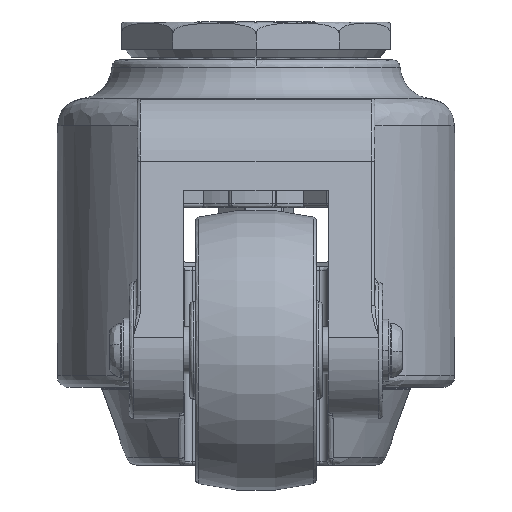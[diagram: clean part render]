
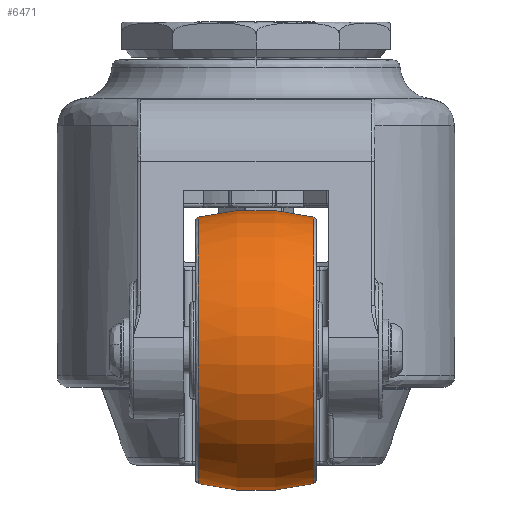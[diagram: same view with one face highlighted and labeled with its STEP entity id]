
A CAD part, left-side view. The second image highlights one B-rep face of the part: STEP entity #6471.
In plain terms, the highlighted toroidal (fillet/blend) face has major radius 24 mm and minor radius 60 mm.
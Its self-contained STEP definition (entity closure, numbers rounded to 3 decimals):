
#197 = AXIS2_PLACEMENT_3D ( 'NONE', #33503, #40583, #606 ) ;
#453 = ORIENTED_EDGE ( 'NONE', *, *, #7884, .T. ) ;
#537 = AXIS2_PLACEMENT_3D ( 'NONE', #26930, #10488, #13899 ) ;
#564 = VERTEX_POINT ( 'NONE', #41608 ) ;
#606 = DIRECTION ( 'NONE',  ( 0., 0., -1. ) ) ;
#930 = VERTEX_POINT ( 'NONE', #41273 ) ;
#3080 = EDGE_CURVE ( 'NONE', #31180, #564, #12878, .T. ) ;
#3348 = CARTESIAN_POINT ( 'NONE',  ( -52., 14.746, 43.66 ) ) ;
#3375 = DIRECTION ( 'NONE',  ( 1., 0., 0. ) ) ;
#3393 = EDGE_CURVE ( 'NONE', #564, #930, #4119, .T. ) ;
#3484 = CARTESIAN_POINT ( 'NONE',  ( -52., -14.746, 9.5 ) ) ;
#3757 = DIRECTION ( 'NONE',  ( -1., 0., 0. ) ) ;
#4119 = CIRCLE ( 'NONE', #537, 34.16 ) ;
#5114 = VERTEX_POINT ( 'NONE', #35662 ) ;
#6471 = ADVANCED_FACE ( 'NONE', ( #20382 ), #29095, .T. ) ;
#7884 = EDGE_CURVE ( 'NONE', #36407, #5114, #19429, .T. ) ;
#8543 = EDGE_LOOP ( 'NONE', ( #32115, #9781, #11334, #24902, #42234, #453 ) ) ;
#9781 = ORIENTED_EDGE ( 'NONE', *, *, #3080, .T. ) ;
#10488 = DIRECTION ( 'NONE',  ( 0., 1., 0. ) ) ;
#11095 = DIRECTION ( 'NONE',  ( 0., 0., 1. ) ) ;
#11334 = ORIENTED_EDGE ( 'NONE', *, *, #3393, .T. ) ;
#11737 = AXIS2_PLACEMENT_3D ( 'NONE', #27563, #40983, #11095 ) ;
#12878 = CIRCLE ( 'NONE', #32306, 34.16 ) ;
#13899 = DIRECTION ( 'NONE',  ( 0., 0., 1. ) ) ;
#14460 = CARTESIAN_POINT ( 'NONE',  ( -52., 14.746, 9.5 ) ) ;
#14585 = EDGE_CURVE ( 'NONE', #32130, #36407, #18322, .T. ) ;
#14887 = CIRCLE ( 'NONE', #39143, 60. ) ;
#16557 = DIRECTION ( 'NONE',  ( 0., -1., 0. ) ) ;
#17774 = DIRECTION ( 'NONE',  ( 0., 0., -1. ) ) ;
#18269 = AXIS2_PLACEMENT_3D ( 'NONE', #36251, #3757, #16557 ) ;
#18322 = CIRCLE ( 'NONE', #30142, 34.16 ) ;
#19429 = CIRCLE ( 'NONE', #197, 34.16 ) ;
#20382 = FACE_OUTER_BOUND ( 'NONE', #8543, .T. ) ;
#21093 = EDGE_CURVE ( 'NONE', #930, #32130, #41276, .T. ) ;
#24902 = ORIENTED_EDGE ( 'NONE', *, *, #21093, .T. ) ;
#26930 = CARTESIAN_POINT ( 'NONE',  ( -52., -14.746, 9.5 ) ) ;
#27274 = EDGE_CURVE ( 'NONE', #31180, #5114, #14887, .T. ) ;
#27563 = CARTESIAN_POINT ( 'NONE',  ( -52., 0., 9.5 ) ) ;
#27666 = DIRECTION ( 'NONE',  ( 0., -1., 0. ) ) ;
#29095 = TOROIDAL_SURFACE ( 'NONE', #11737, -24., 60. ) ;
#29954 = CARTESIAN_POINT ( 'NONE',  ( -56.487, 14.746, -24.364 ) ) ;
#30142 = AXIS2_PLACEMENT_3D ( 'NONE', #14460, #27666, #17774 ) ;
#31180 = VERTEX_POINT ( 'NONE', #31565 ) ;
#31565 = CARTESIAN_POINT ( 'NONE',  ( -52., -14.746, -24.66 ) ) ;
#32115 = ORIENTED_EDGE ( 'NONE', *, *, #27274, .F. ) ;
#32130 = VERTEX_POINT ( 'NONE', #3348 ) ;
#32306 = AXIS2_PLACEMENT_3D ( 'NONE', #3484, #33355, #32782 ) ;
#32782 = DIRECTION ( 'NONE',  ( 0., 0., 1. ) ) ;
#33355 = DIRECTION ( 'NONE',  ( 0., 1., 0. ) ) ;
#33503 = CARTESIAN_POINT ( 'NONE',  ( -52., 14.746, 9.5 ) ) ;
#35662 = CARTESIAN_POINT ( 'NONE',  ( -52., 14.746, -24.66 ) ) ;
#35993 = DIRECTION ( 'NONE',  ( 0., 1., 0. ) ) ;
#36251 = CARTESIAN_POINT ( 'NONE',  ( -52., 0., -14.5 ) ) ;
#36407 = VERTEX_POINT ( 'NONE', #29954 ) ;
#39143 = AXIS2_PLACEMENT_3D ( 'NONE', #39755, #3375, #35993 ) ;
#39755 = CARTESIAN_POINT ( 'NONE',  ( -52., 0., 33.5 ) ) ;
#40583 = DIRECTION ( 'NONE',  ( 0., -1., 0. ) ) ;
#40983 = DIRECTION ( 'NONE',  ( 0., 1., 0. ) ) ;
#41273 = CARTESIAN_POINT ( 'NONE',  ( -52., -14.746, 43.66 ) ) ;
#41276 = CIRCLE ( 'NONE', #18269, 60. ) ;
#41608 = CARTESIAN_POINT ( 'NONE',  ( -56.487, -14.746, -24.364 ) ) ;
#42234 = ORIENTED_EDGE ( 'NONE', *, *, #14585, .T. ) ;
